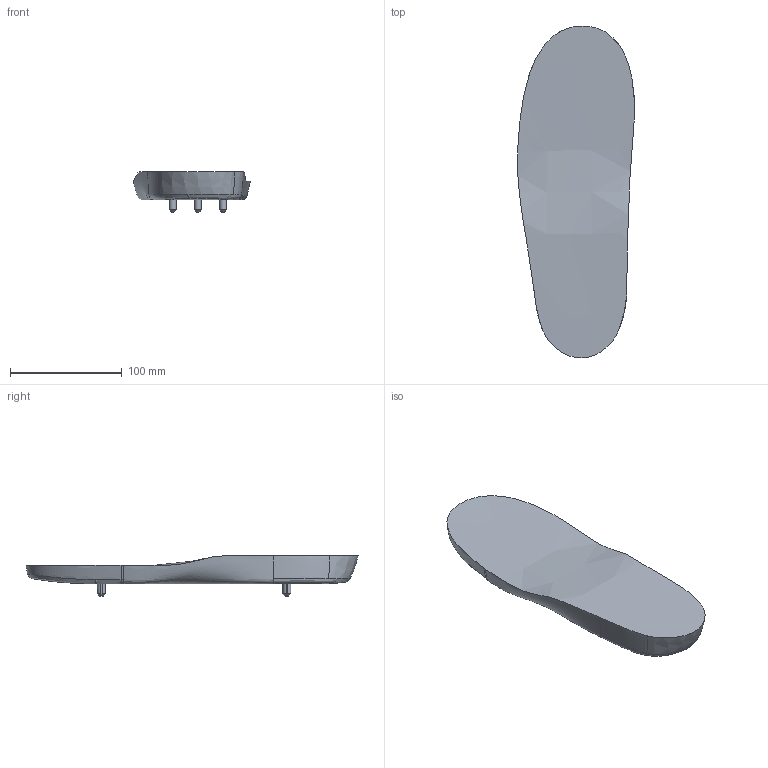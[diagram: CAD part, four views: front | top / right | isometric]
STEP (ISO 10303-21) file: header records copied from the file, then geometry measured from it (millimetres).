
FILE_DESCRIPTION(/* description */ (''),/* implementation_level */ '2;1');
FILE_NAME(/* name */ 'base 295.step',/* time_stamp */ '2023-12-12T10:44:43-05:00',/* author */ (''),/* organization */ (''),/* preprocessor_version */ 'ST-DEVELOPER v20',/* originating_system */ 'Autodesk Translation Framework v12.14.0.127',/* authorisation */ '');
FILE_SCHEMA (('AUTOMOTIVE_DESIGN { 1 0 10303 214 3 1 1 }'));
Products named in the file (1): 7-8 soul refactor first attempt
Bounding box: 104.6 x 297.22 x 36.17 mm (x, y, z)
Volume: 481917.6 mm3; surface area: 62367 mm2
Topology: 1 solids, 1 shells, 73 faces, 178 edges, 113 vertices
Faces by surface type: plane 30, bspline 19, cylinder 12, cone 12
Entity records: 41727 total; most frequent: CARTESIAN_POINT 40162, ORIENTED_EDGE 356, DIRECTION 248, EDGE_CURVE 178, VERTEX_POINT 113, AXIS2_PLACEMENT_3D 85, EDGE_LOOP 79, LINE 78
